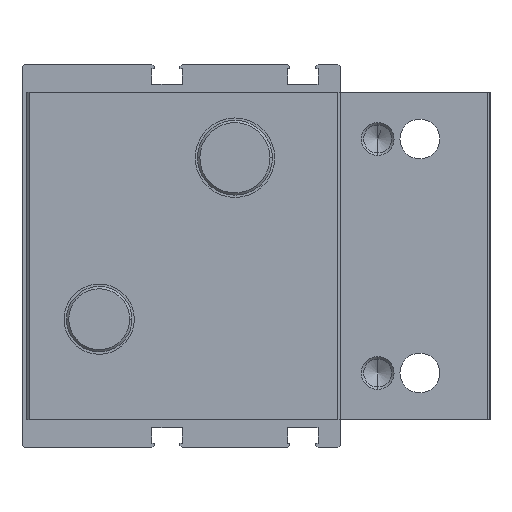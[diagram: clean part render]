
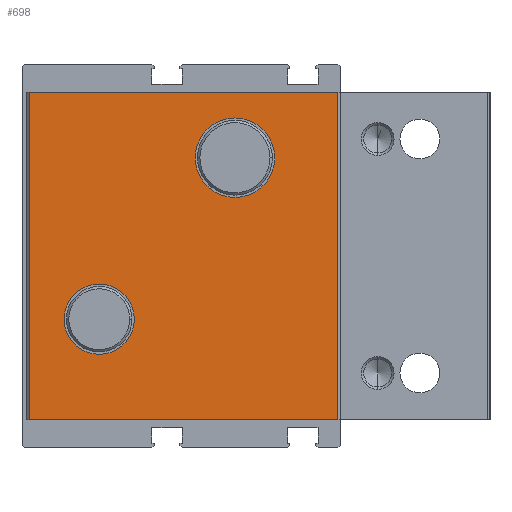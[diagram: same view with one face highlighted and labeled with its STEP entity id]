
A CAD part, left-side view. The second image highlights one B-rep face of the part: STEP entity #698.
In plain terms, the highlighted face is planar.
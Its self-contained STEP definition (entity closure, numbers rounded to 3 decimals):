
#549 = VERTEX_POINT ( 'NONE', #3135 ) ;
#558 = VERTEX_POINT ( 'NONE', #3197 ) ;
#563 = VERTEX_POINT ( 'NONE', #3185 ) ;
#567 = EDGE_CURVE ( 'NONE', #549, #568, #3179, .T. ) ;
#568 = VERTEX_POINT ( 'NONE', #3174 ) ;
#569 = EDGE_CURVE ( 'NONE', #563, #558, #3173, .T. ) ;
#655 = EDGE_CURVE ( 'NONE', #668, #697, #3347, .T. ) ;
#657 = ORIENTED_EDGE ( 'NONE', *, *, #726, .T. ) ;
#663 = EDGE_LOOP ( 'NONE', ( #696, #700, #703, #657 ) ) ;
#664 = EDGE_CURVE ( 'NONE', #710, #702, #3396, .T. ) ;
#668 = VERTEX_POINT ( 'NONE', #3384 ) ;
#675 = ORIENTED_EDGE ( 'NONE', *, *, #718, .F. ) ;
#676 = EDGE_LOOP ( 'NONE', ( #699, #714 ) ) ;
#696 = ORIENTED_EDGE ( 'NONE', *, *, #655, .T. ) ;
#697 = VERTEX_POINT ( 'NONE', #3414 ) ;
#698 = ADVANCED_FACE ( 'NONE', ( #3413, #3412, #3411 ), #3410, .F. ) ;
#699 = ORIENTED_EDGE ( 'NONE', *, *, #713, .F. ) ;
#700 = ORIENTED_EDGE ( 'NONE', *, *, #701, .F. ) ;
#701 = EDGE_CURVE ( 'NONE', #702, #697, #3405, .T. ) ;
#702 = VERTEX_POINT ( 'NONE', #3401 ) ;
#703 = ORIENTED_EDGE ( 'NONE', *, *, #664, .F. ) ;
#710 = VERTEX_POINT ( 'NONE', #3456 ) ;
#713 = EDGE_CURVE ( 'NONE', #558, #563, #3455, .T. ) ;
#714 = ORIENTED_EDGE ( 'NONE', *, *, #569, .F. ) ;
#718 = EDGE_CURVE ( 'NONE', #568, #549, #3450, .T. ) ;
#719 = ORIENTED_EDGE ( 'NONE', *, *, #567, .F. ) ;
#726 = EDGE_CURVE ( 'NONE', #710, #668, #3435, .T. ) ;
#730 = EDGE_LOOP ( 'NONE', ( #675, #719 ) ) ;
#3135 = CARTESIAN_POINT ( 'NONE',  ( 24., -15.5, 21. ) ) ;
#3169 = DIRECTION ( 'NONE',  ( 0., 0., -1. ) ) ;
#3170 = DIRECTION ( 'NONE',  ( 1., 0., 0. ) ) ;
#3171 = CARTESIAN_POINT ( 'NONE',  ( 24., -44.5, -21. ) ) ;
#3172 = AXIS2_PLACEMENT_3D ( 'NONE', #3171, #3170, #3169 ) ;
#3173 = CIRCLE ( 'NONE', #3172, 8.5 ) ;
#3174 = CARTESIAN_POINT ( 'NONE',  ( 24., -15.5, 6. ) ) ;
#3175 = DIRECTION ( 'NONE',  ( 0., 0., -1. ) ) ;
#3176 = DIRECTION ( 'NONE',  ( 1., 0., 0. ) ) ;
#3177 = CARTESIAN_POINT ( 'NONE',  ( 24., -15.5, 13.5 ) ) ;
#3178 = AXIS2_PLACEMENT_3D ( 'NONE', #3177, #3176, #3175 ) ;
#3179 = CIRCLE ( 'NONE', #3178, 7.5 ) ;
#3185 = CARTESIAN_POINT ( 'NONE',  ( 24., -44.5, -12.5 ) ) ;
#3197 = CARTESIAN_POINT ( 'NONE',  ( 24., -44.5, -29.5 ) ) ;
#3344 = DIRECTION ( 'NONE',  ( 0., 1., 0. ) ) ;
#3345 = VECTOR ( 'NONE', #3344, 1000. ) ;
#3346 = CARTESIAN_POINT ( 'NONE',  ( 24., -0.5, -35. ) ) ;
#3347 = LINE ( 'NONE', #3346, #3345 ) ;
#3384 = CARTESIAN_POINT ( 'NONE',  ( 24., -66.5, -35. ) ) ;
#3393 = DIRECTION ( 'NONE',  ( 0., 1., 0. ) ) ;
#3394 = VECTOR ( 'NONE', #3393, 1000. ) ;
#3395 = CARTESIAN_POINT ( 'NONE',  ( 24., -0.5, 35. ) ) ;
#3396 = LINE ( 'NONE', #3395, #3394 ) ;
#3401 = CARTESIAN_POINT ( 'NONE',  ( 24., -0.5, 35. ) ) ;
#3402 = DIRECTION ( 'NONE',  ( 0., 0., -1. ) ) ;
#3403 = VECTOR ( 'NONE', #3402, 1000. ) ;
#3404 = CARTESIAN_POINT ( 'NONE',  ( 24., -0.5, 35. ) ) ;
#3405 = LINE ( 'NONE', #3404, #3403 ) ;
#3406 = DIRECTION ( 'NONE',  ( 0., 0., 1. ) ) ;
#3407 = DIRECTION ( 'NONE',  ( -1., 0., 0. ) ) ;
#3408 = CARTESIAN_POINT ( 'NONE',  ( 24., -0.5, 35. ) ) ;
#3409 = AXIS2_PLACEMENT_3D ( 'NONE', #3408, #3407, #3406 ) ;
#3410 = PLANE ( 'NONE',  #3409 ) ;
#3411 = FACE_OUTER_BOUND ( 'NONE', #663, .T. ) ;
#3412 = FACE_BOUND ( 'NONE', #730, .T. ) ;
#3413 = FACE_BOUND ( 'NONE', #676, .T. ) ;
#3414 = CARTESIAN_POINT ( 'NONE',  ( 24., -0.5, -35. ) ) ;
#3432 = DIRECTION ( 'NONE',  ( 0., 0., -1. ) ) ;
#3433 = VECTOR ( 'NONE', #3432, 1000. ) ;
#3434 = CARTESIAN_POINT ( 'NONE',  ( 24., -66.5, 35. ) ) ;
#3435 = LINE ( 'NONE', #3434, #3433 ) ;
#3446 = DIRECTION ( 'NONE',  ( 0., 0., -1. ) ) ;
#3447 = DIRECTION ( 'NONE',  ( 1., 0., 0. ) ) ;
#3448 = CARTESIAN_POINT ( 'NONE',  ( 24., -15.5, 13.5 ) ) ;
#3449 = AXIS2_PLACEMENT_3D ( 'NONE', #3448, #3447, #3446 ) ;
#3450 = CIRCLE ( 'NONE', #3449, 7.5 ) ;
#3451 = DIRECTION ( 'NONE',  ( 0., 0., -1. ) ) ;
#3452 = DIRECTION ( 'NONE',  ( 1., 0., 0. ) ) ;
#3453 = CARTESIAN_POINT ( 'NONE',  ( 24., -44.5, -21. ) ) ;
#3454 = AXIS2_PLACEMENT_3D ( 'NONE', #3453, #3452, #3451 ) ;
#3455 = CIRCLE ( 'NONE', #3454, 8.5 ) ;
#3456 = CARTESIAN_POINT ( 'NONE',  ( 24., -66.5, 35. ) ) ;
